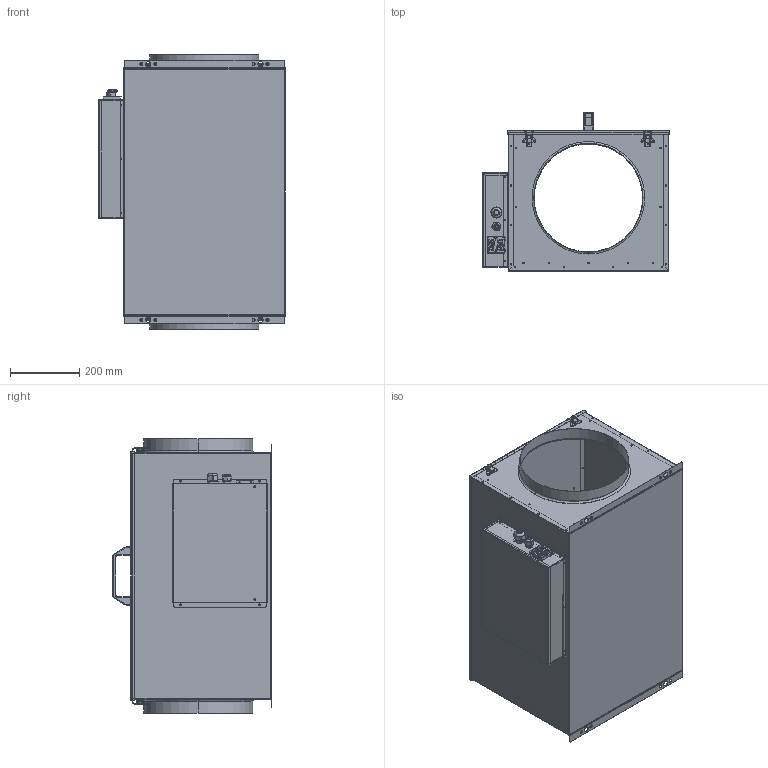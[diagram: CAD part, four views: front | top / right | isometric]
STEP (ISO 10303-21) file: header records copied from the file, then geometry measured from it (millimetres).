
FILE_DESCRIPTION (( 'STEP AP203' ), '1' );
FILE_NAME ('153379-00_FFH315EC20_step.step', '2020-01-28T15:34:04', ( '' ), ( '' ), 'SwSTEP 2.0', 'SolidWorks 2017', '' );
FILE_SCHEMA (( 'CONFIG_CONTROL_DESIGN' ));
Length unit declared in the file: millimetre
Products named in the file (1): 153379-00_FFH315EC20_step
Bounding box: 537.6 x 457.8 x 790 mm (x, y, z)
Surface area: 3643879.2 mm2 (no closed solid volume)
Topology: 0 solids, 67 shells, 844 faces, 3099 edges, 2259 vertices
Faces by surface type: cylinder 458, plane 261, bspline 78, torus 32, cone 15
Entity records: 35912 total; most frequent: CARTESIAN_POINT 8740, DIRECTION 6046, ORIENTED_EDGE 4720, EDGE_CURVE 3099, AXIS2_PLACEMENT_3D 2317, VERTEX_POINT 2259, CIRCLE 1550, VECTOR 1412
